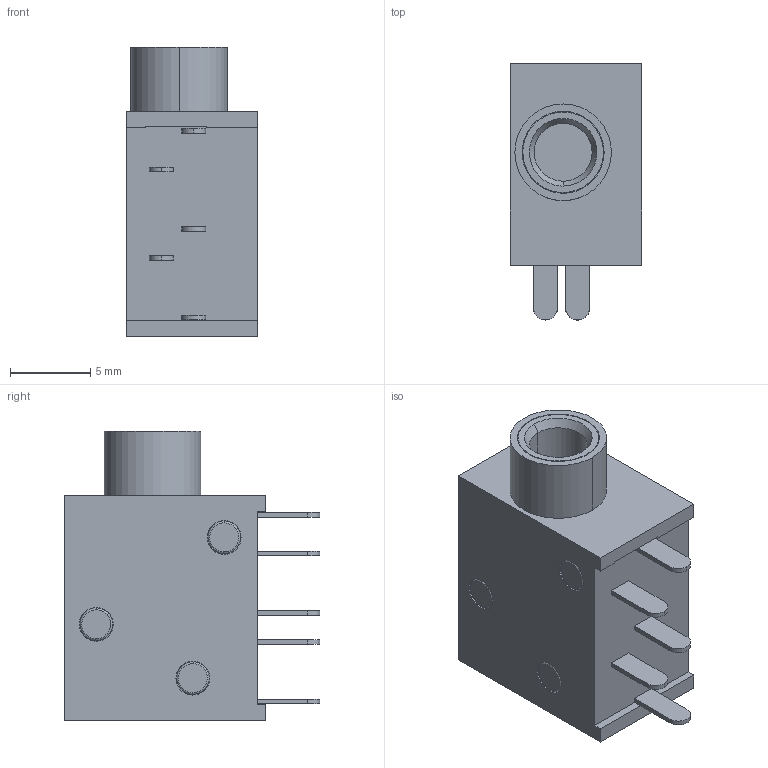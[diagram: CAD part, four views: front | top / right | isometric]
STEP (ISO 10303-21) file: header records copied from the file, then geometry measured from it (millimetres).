
FILE_DESCRIPTION (( 'STEP AP214' ), '1' );
FILE_NAME ('Same_Sky_SJ1-3535NG.step', '2025-06-02T19:46:47', ( '' ), ( '' ), 'SwSTEP 2.0', 'SolidWorks 2025', '' );
FILE_SCHEMA (( 'AUTOMOTIVE_DESIGN' ));
Length unit declared in the file: millimetre
Products named in the file (1): Same_Sky_SJ1-3535NG
Bounding box: 8.2 x 15.9 x 18 mm (x, y, z)
Volume: 1448 mm3; surface area: 1270.5 mm2
Topology: 7 solids, 14 shells, 179 faces, 452 edges, 299 vertices
Faces by surface type: plane 113, cylinder 56, bspline 6, cone 4
Entity records: 5675 total; most frequent: CARTESIAN_POINT 1308, ORIENTED_EDGE 880, DIRECTION 869, EDGE_CURVE 440, VERTEX_POINT 299, AXIS2_PLACEMENT_3D 292, LINE 285, VECTOR 285
